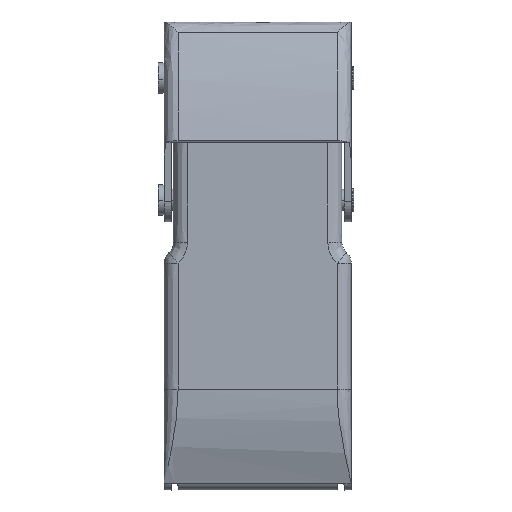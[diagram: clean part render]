
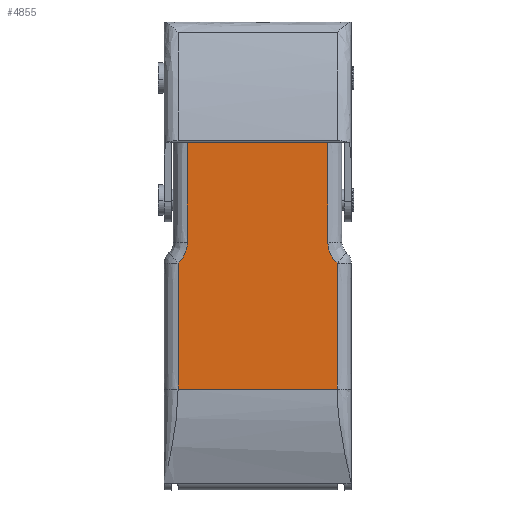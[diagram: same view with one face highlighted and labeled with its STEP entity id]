
A CAD part, front view. The second image highlights one B-rep face of the part: STEP entity #4855.
In plain terms, the highlighted free-form (B-spline) face has degree [1, 1] with [2, 2] control points.
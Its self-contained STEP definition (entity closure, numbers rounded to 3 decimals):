
#2652=CARTESIAN_POINT('',(-17.,-19.,-39.921));
#2653=VERTEX_POINT('',#2652);
#2752=CARTESIAN_POINT('',(-17.,-19.,-13.019));
#2753=VERTEX_POINT('',#2752);
#2779=CARTESIAN_POINT('',(-17.,-19.,-13.019));
#2780=CARTESIAN_POINT('',(-17.,-19.,-21.986));
#2781=CARTESIAN_POINT('',(-17.,-19.,-30.954));
#2782=CARTESIAN_POINT('',(-17.,-19.,-39.921));
#2783=QUASI_UNIFORM_CURVE('',3,(#2779,#2780,#2781,#2782),.UNSPECIFIED.,.F.,.U.);
#2784=EDGE_CURVE('',#2753,#2653,#2783,.T.);
#2873=CARTESIAN_POINT('',(-15.,-19.,-8.546));
#2874=VERTEX_POINT('',#2873);
#2900=CARTESIAN_POINT('',(-15.,-19.,-8.546));
#2901=CARTESIAN_POINT('',(-15.,-19.,-9.818));
#2902=CARTESIAN_POINT('',(-15.526,-19.,-10.994));
#2903=CARTESIAN_POINT('',(-16.052,-19.,-12.171));
#2904=CARTESIAN_POINT('',(-17.,-19.,-13.019));
#2905=B_SPLINE_CURVE_WITH_KNOTS('',2,(#2900,#2901,#2902,#2903,#2904),.UNSPECIFIED.,.F.,.U.,(3,2,3),(0.0,0.5,1.0),.UNSPECIFIED.);
#2906=EDGE_CURVE('',#2874,#2753,#2905,.T.);
#2933=CARTESIAN_POINT('',(-15.,-19.,14.));
#2934=VERTEX_POINT('',#2933);
#2956=CARTESIAN_POINT('',(-15.,-19.,14.));
#2957=CARTESIAN_POINT('',(-15.,-19.,6.485));
#2958=CARTESIAN_POINT('',(-15.,-19.,-1.031));
#2959=CARTESIAN_POINT('',(-15.,-19.,-8.546));
#2960=B_SPLINE_CURVE_WITH_KNOTS('',3,(#2956,#2957,#2958,#2959),.UNSPECIFIED.,.F.,.U.,(4,4),(0.0,0.333),.UNSPECIFIED.);
#2961=EDGE_CURVE('',#2934,#2874,#2960,.T.);
#3018=CARTESIAN_POINT('',(17.,-19.,-39.921));
#3019=VERTEX_POINT('',#3018);
#3139=CARTESIAN_POINT('',(17.,-19.,-13.019));
#3140=VERTEX_POINT('',#3139);
#3156=CARTESIAN_POINT('',(17.,-19.,-39.921));
#3157=CARTESIAN_POINT('',(17.,-19.,-30.954));
#3158=CARTESIAN_POINT('',(17.,-19.,-21.986));
#3159=CARTESIAN_POINT('',(17.,-19.,-13.019));
#3160=QUASI_UNIFORM_CURVE('',3,(#3156,#3157,#3158,#3159),.UNSPECIFIED.,.F.,.U.);
#3161=EDGE_CURVE('',#3019,#3140,#3160,.T.);
#3270=CARTESIAN_POINT('',(15.,-19.,-8.546));
#3271=VERTEX_POINT('',#3270);
#3285=CARTESIAN_POINT('',(17.,-19.,-13.019));
#3286=CARTESIAN_POINT('',(16.053,-19.,-12.171));
#3287=CARTESIAN_POINT('',(15.526,-19.,-10.994));
#3288=CARTESIAN_POINT('',(15.,-19.,-9.818));
#3289=CARTESIAN_POINT('',(15.,-19.,-8.546));
#3290=B_SPLINE_CURVE_WITH_KNOTS('',2,(#3285,#3286,#3287,#3288,#3289),.UNSPECIFIED.,.F.,.U.,(3,2,3),(0.0,0.5,1.0),.UNSPECIFIED.);
#3291=EDGE_CURVE('',#3140,#3271,#3290,.T.);
#3316=CARTESIAN_POINT('',(15.,-19.,14.));
#3317=VERTEX_POINT('',#3316);
#3333=CARTESIAN_POINT('',(15.,-19.,-8.546));
#3334=CARTESIAN_POINT('',(15.,-19.,-1.031));
#3335=CARTESIAN_POINT('',(15.,-19.,6.485));
#3336=CARTESIAN_POINT('',(15.,-19.,14.));
#3337=B_SPLINE_CURVE_WITH_KNOTS('',3,(#3333,#3334,#3335,#3336),.UNSPECIFIED.,.F.,.U.,(4,4),(0.0,0.333),.UNSPECIFIED.);
#3338=EDGE_CURVE('',#3271,#3317,#3337,.T.);
#4385=CARTESIAN_POINT('',(17.,-19.,-39.921));
#4386=CARTESIAN_POINT('',(-17.,-19.,-39.921));
#4387=QUASI_UNIFORM_CURVE('',1,(#4385,#4386),.UNSPECIFIED.,.F.,.U.);
#4388=EDGE_CURVE('',#3019,#2653,#4387,.T.);
#4813=CARTESIAN_POINT('',(15.,-19.,14.));
#4814=CARTESIAN_POINT('',(-15.,-19.,14.));
#4815=QUASI_UNIFORM_CURVE('',1,(#4813,#4814),.UNSPECIFIED.,.F.,.U.);
#4816=EDGE_CURVE('',#3317,#2934,#4815,.T.);
#4840=CARTESIAN_POINT('',(-18.698,-19.,16.693));
#4841=CARTESIAN_POINT('',(-18.698,-19.,-42.615));
#4842=CARTESIAN_POINT('',(18.698,-19.,16.693));
#4843=CARTESIAN_POINT('',(18.698,-19.,-42.615));
#4844=B_SPLINE_SURFACE_WITH_KNOTS('',1,1,((#4840,#4842),(#4841,#4843)),.UNSPECIFIED.,.F.,.F.,.U.,(2,2),(2,2),(0.0,59.308),(0.0,37.397),.UNSPECIFIED.);
#4845=ORIENTED_EDGE('',*,*,#2906,.T.);
#4846=ORIENTED_EDGE('',*,*,#2784,.T.);
#4847=ORIENTED_EDGE('',*,*,#4388,.F.);
#4848=ORIENTED_EDGE('',*,*,#3161,.T.);
#4849=ORIENTED_EDGE('',*,*,#3291,.T.);
#4850=ORIENTED_EDGE('',*,*,#3338,.T.);
#4851=ORIENTED_EDGE('',*,*,#4816,.T.);
#4852=ORIENTED_EDGE('',*,*,#2961,.T.);
#4853=EDGE_LOOP('',(#4845,#4846,#4847,#4848,#4849,#4850,#4851,#4852));
#4854=FACE_OUTER_BOUND('',#4853,.T.);
#4855=ADVANCED_FACE('',(#4854),#4844,.T.);
